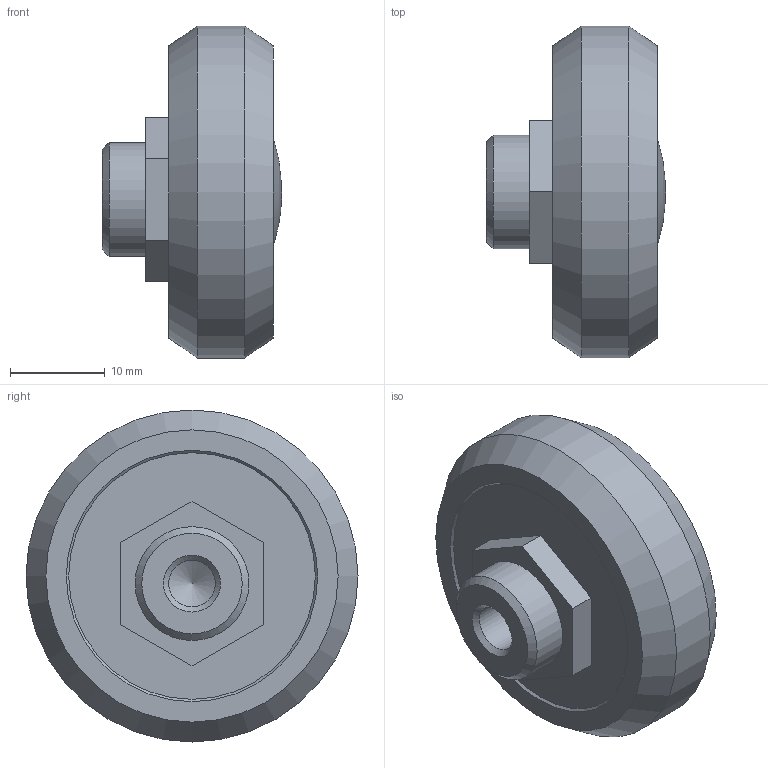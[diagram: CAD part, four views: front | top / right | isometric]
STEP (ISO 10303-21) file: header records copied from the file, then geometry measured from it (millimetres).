
FILE_DESCRIPTION(/* description */ ('STEP AP214'),/* implementation_level */ '2;1');
FILE_NAME(/* name */ 'CPA43-2RS',/* time_stamp */ '2024-08-01T09:53:43+02:00',/* author */ ('License CC BY-ND 4.0'),/* organization */ ('CADENAS'),/* preprocessor_version */ 'ST-DEVELOPER v19.3',/* originating_system */ 'PARTsolutions',/* authorisation */ ' ');
FILE_SCHEMA (('CONFIG_CONTROL_DESIGN','AUTOMOTIVE_DESIGN {1 0 10303 214 3 1 1}'));
Length unit declared in the file: millimetre
Products named in the file (1): CPA43-2RS
Bounding box: 18.88 x 35 x 35 mm (x, y, z)
Volume: 10443.4 mm3; surface area: 3385.2 mm2
Topology: 1 solids, 1 shells, 27 faces, 55 edges, 35 vertices
Faces by surface type: plane 13, cone 9, cylinder 3, sphere 2
Full cylindrical faces by diameter (mm): 4.917 x1, 12 x1, 35 x1
Entity records: 819 total; most frequent: DIRECTION 112, CARTESIAN_POINT 97, ORIENTED_EDGE 74, FACE_BOUND 47, AXIS2_PLACEMENT_3D 47, EDGE_LOOP 46, EDGE_CURVE 37, VERTEX_POINT 32
